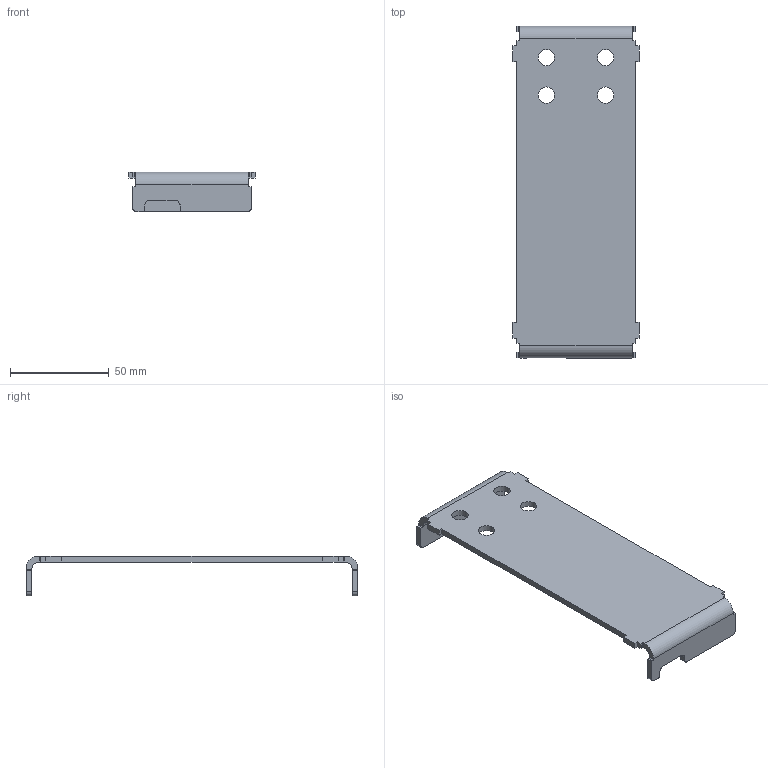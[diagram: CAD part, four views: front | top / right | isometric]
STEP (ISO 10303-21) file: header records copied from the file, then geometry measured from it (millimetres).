
FILE_DESCRIPTION(/* description */ ('STEP AP242','CAx-IF Rec.Pracs.---Representation and Presentation of Product Manufacturing Information (PMI)---4.0---2014-10-13','CAx-IF Rec.Pracs.---3D Tessellated Geometry---0.4---2014-09-14','2;1'),/* implementation_level */ '2;1');
FILE_NAME(/* name */ '678eea682eea81493de78b09',/* time_stamp */ '2025-01-21T00:29:29Z',/* author */ (''),/* organization */ (''),/* preprocessor_version */ 'ST-DEVELOPER v20',/* originating_system */ 'ONSHAPE BY PTC INC, 1.192',/* authorisation */ ' ');
FILE_SCHEMA (('AP242_MANAGED_MODEL_BASED_3D_ENGINEERING_MIM_LF { 1 0 10303 442 1 1 4 }'));
Length unit declared in the file: millimetre
Products named in the file (1): BMS-V3_FRAME_CENTRE
Bounding box: 64 x 168 x 20 mm (x, y, z)
Volume: 34598.6 mm3; surface area: 25102.1 mm2
Topology: 1 solids, 1 shells, 78 faces, 229 edges, 153 vertices
Faces by surface type: plane 50, cylinder 28
Full cylindrical faces by diameter (mm): 8.25 x4
Entity records: 2610 total; most frequent: CARTESIAN_POINT 455, ORIENTED_EDGE 448, DIRECTION 438, EDGE_CURVE 224, LINE 168, VECTOR 168, VERTEX_POINT 152, AXIS2_PLACEMENT_3D 135
